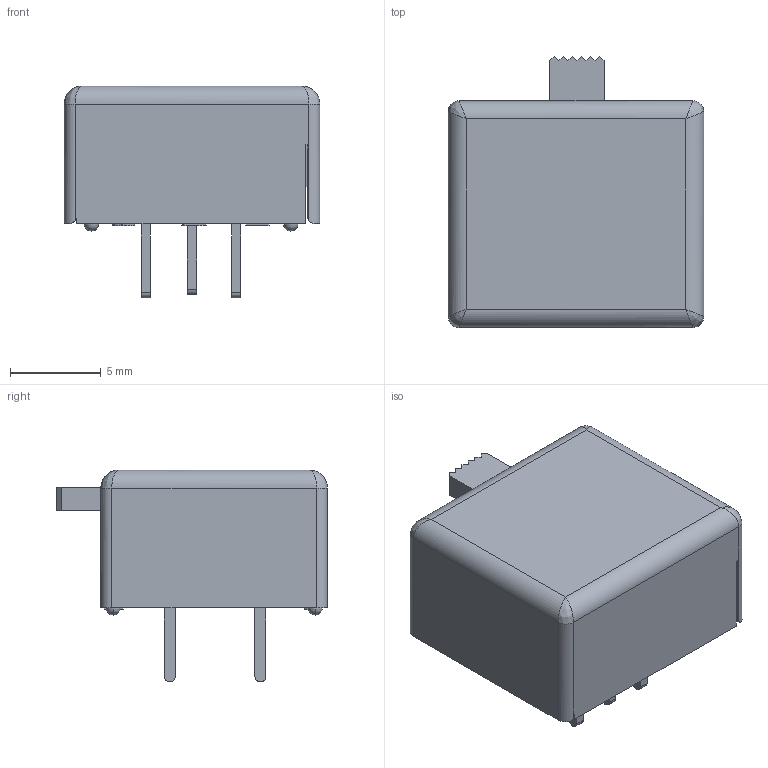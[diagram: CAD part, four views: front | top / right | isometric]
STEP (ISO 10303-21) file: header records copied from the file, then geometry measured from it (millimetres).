
FILE_DESCRIPTION((''),'2;1');
FILE_NAME('25349NA','2014-12-12T',('brevel'),(''),'PRO/ENGINEER BY PARAMETRIC TECHNOLOGY CORPORATION, 2013410','PRO/ENGINEER BY PARAMETRIC TECHNOLOGY CORPORATION, 2013410','');
FILE_SCHEMA(('CONFIG_CONTROL_DESIGN'));
Length unit declared in the file: millimetre
Products named in the file (1): 25349NA
Bounding box: 14.1 x 14.95 x 11.69 mm (x, y, z)
Volume: 1235.8 mm3; surface area: 1362.9 mm2
Topology: 1 solids, 3 shells, 387 faces, 1106 edges, 724 vertices
Faces by surface type: plane 341, cylinder 34, sphere 8, bspline 4
Entity records: 12685 total; most frequent: CARTESIAN_POINT 2568, ORIENTED_EDGE 2196, DIRECTION 1900, EDGE_CURVE 1098, VECTOR 1006, LINE 1006, VERTEX_POINT 724, AXIS2_PLACEMENT_3D 447
